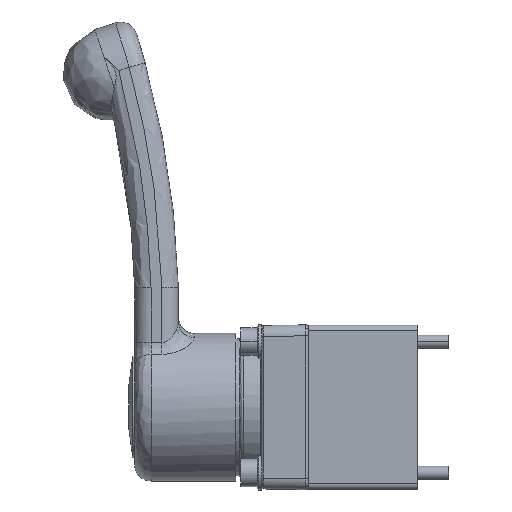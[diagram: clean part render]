
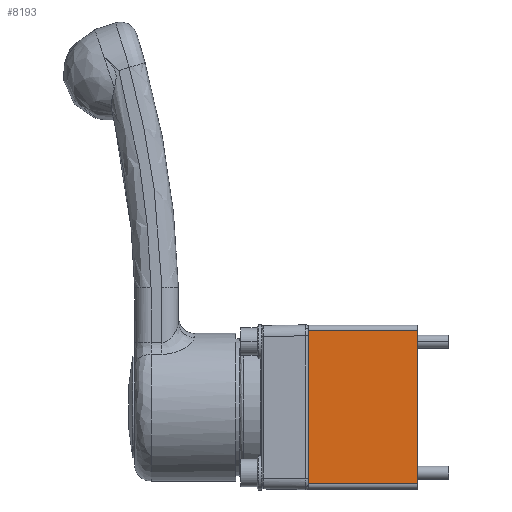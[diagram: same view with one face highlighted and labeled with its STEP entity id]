
A CAD part, left-side view. The second image highlights one B-rep face of the part: STEP entity #8193.
In plain terms, the highlighted planar face has unit normal (-1, 0, 0).
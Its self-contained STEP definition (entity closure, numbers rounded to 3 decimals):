
#1643 = DIRECTION ( 'NONE',  ( 0., 0., 1. ) ) ;
#1644 = DIRECTION ( 'NONE',  ( -1., 0., 0. ) ) ;
#1645 = CARTESIAN_POINT ( 'NONE',  ( -30., -40., 30. ) ) ;
#1661 = PLANE ( 'NONE',  #4047 ) ;
#2599 = FACE_OUTER_BOUND ( 'NONE', #6038, .T. ) ;
#4047 = AXIS2_PLACEMENT_3D ( 'NONE', #1645, #1644, #1643 ) ;
#6038 = EDGE_LOOP ( 'NONE', ( #10676, #10673, #10671, #10669 ) ) ;
#7339 = DIRECTION ( 'NONE',  ( 0., 0., -1. ) ) ;
#7340 = CARTESIAN_POINT ( 'NONE',  ( -30., 0., 30. ) ) ;
#7344 = DIRECTION ( 'NONE',  ( 0., 1., 0. ) ) ;
#7372 = CARTESIAN_POINT ( 'NONE',  ( -30., -40., -28. ) ) ;
#7376 = CARTESIAN_POINT ( 'NONE',  ( -30., -40., 28. ) ) ;
#7377 = DIRECTION ( 'NONE',  ( 0., 1., 0. ) ) ;
#7383 = CARTESIAN_POINT ( 'NONE',  ( -30., -40., -30. ) ) ;
#7384 = DIRECTION ( 'NONE',  ( 0., 0., -1. ) ) ;
#8193 = ADVANCED_FACE ( 'NONE', ( #2599 ), #1661, .T. ) ;
#8662 = VERTEX_POINT ( 'NONE', #13275 ) ;
#8682 = VERTEX_POINT ( 'NONE', #13295 ) ;
#8765 = VERTEX_POINT ( 'NONE', #13378 ) ;
#8779 = VERTEX_POINT ( 'NONE', #13392 ) ;
#9295 = EDGE_CURVE ( 'NONE', #8682, #8765, #14865, .T. ) ;
#9307 = EDGE_CURVE ( 'NONE', #8662, #8682, #14837, .T. ) ;
#9309 = EDGE_CURVE ( 'NONE', #8779, #8765, #14791, .T. ) ;
#9310 = EDGE_CURVE ( 'NONE', #8662, #8779, #14792, .T. ) ;
#10669 = ORIENTED_EDGE ( 'NONE', *, *, #9307, .T. ) ;
#10671 = ORIENTED_EDGE ( 'NONE', *, *, #9310, .F. ) ;
#10673 = ORIENTED_EDGE ( 'NONE', *, *, #9309, .F. ) ;
#10676 = ORIENTED_EDGE ( 'NONE', *, *, #9295, .T. ) ;
#13275 = CARTESIAN_POINT ( 'NONE',  ( -30., -40., 28. ) ) ;
#13295 = CARTESIAN_POINT ( 'NONE',  ( -30., 0., 28. ) ) ;
#13378 = CARTESIAN_POINT ( 'NONE',  ( -30., 0., -28. ) ) ;
#13392 = CARTESIAN_POINT ( 'NONE',  ( -30., -40., -28. ) ) ;
#14790 = VECTOR ( 'NONE', #7377, 1000. ) ;
#14791 = LINE ( 'NONE', #7372, #14793 ) ;
#14792 = LINE ( 'NONE', #7383, #14795 ) ;
#14793 = VECTOR ( 'NONE', #7344, 1000. ) ;
#14795 = VECTOR ( 'NONE', #7384, 1000. ) ;
#14818 = VECTOR ( 'NONE', #7339, 1000. ) ;
#14837 = LINE ( 'NONE', #7376, #14790 ) ;
#14865 = LINE ( 'NONE', #7340, #14818 ) ;
